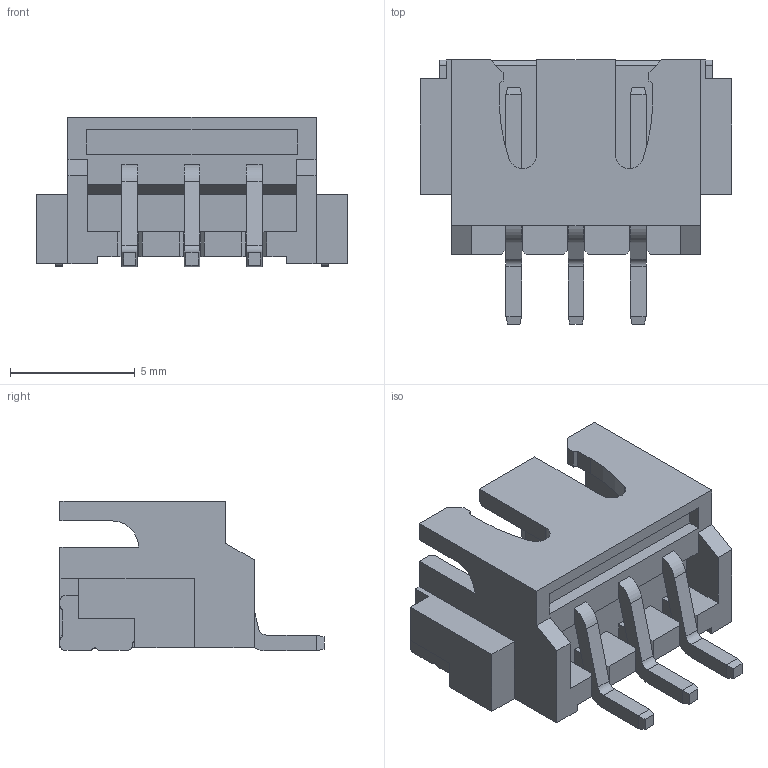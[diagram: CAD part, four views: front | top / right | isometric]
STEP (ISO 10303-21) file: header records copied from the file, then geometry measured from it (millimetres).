
FILE_DESCRIPTION((''),'2;1');
FILE_NAME('FWF25021-S04B24W5M','2025-12-26T',('工程三'),(''),'PRO/ENGINEER BY PARAMETRIC TECHNOLOGY CORPORATION, 2010280','PRO/ENGINEER BY PARAMETRIC TECHNOLOGY CORPORATION, 2010280','');
FILE_SCHEMA(('CONFIG_CONTROL_DESIGN'));
Length unit declared in the file: millimetre
Products named in the file (1): FWF25021-S04B24W5M
Bounding box: 12.5 x 10.6 x 6.02 mm (x, y, z)
Volume: 226.7 mm3; surface area: 629 mm2
Topology: 1 solids, 1 shells, 238 faces, 657 edges, 428 vertices
Faces by surface type: plane 192, cylinder 44, extrusion 2
Entity records: 7529 total; most frequent: CARTESIAN_POINT 1347, ORIENTED_EDGE 1314, DIRECTION 1219, EDGE_CURVE 657, VECTOR 567, LINE 565, VERTEX_POINT 428, AXIS2_PLACEMENT_3D 326
